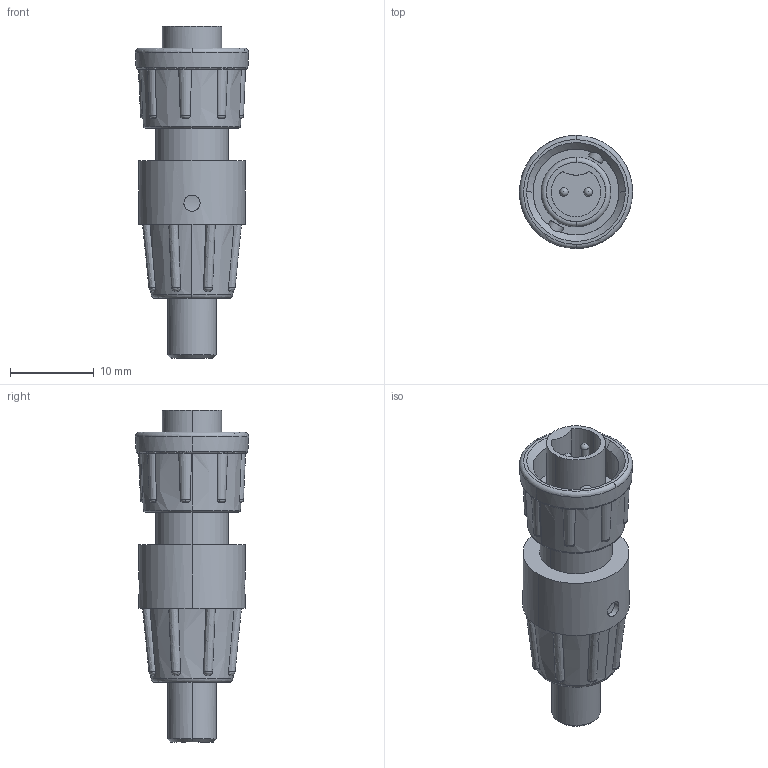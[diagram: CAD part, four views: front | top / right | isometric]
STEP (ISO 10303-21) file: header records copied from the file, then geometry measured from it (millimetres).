
FILE_DESCRIPTION (( 'STEP AP203' ), '1' );
FILE_NAME ('16280-2PG-318.STEP', '2012-09-24T14:39:34', ( '21FPBF1' ), ( 'Conxall' ), 'SwSTEP 2.0', 'SolidWorks 2011', '' );
FILE_SCHEMA (( 'CONFIG_CONTROL_DESIGN' ));
Length unit declared in the file: inch
Products named in the file (1): 16280-2PG-318
Bounding box: 13.51 x 13.51 x 39.65 mm (x, y, z)
Volume: 2842.3 mm3; surface area: 2281.8 mm2
Topology: 1 solids, 1 shells, 151 faces, 465 edges, 325 vertices
Faces by surface type: plane 47, cylinder 29, torus 28, bspline 24, cone 21, sphere 2
Entity records: 11833 total; most frequent: CARTESIAN_POINT 8158, ORIENTED_EDGE 918, DIRECTION 532, EDGE_CURVE 459, VERTEX_POINT 321, B_SPLINE_CURVE_WITH_KNOTS 294, AXIS2_PLACEMENT_3D 239, EDGE_LOOP 162
